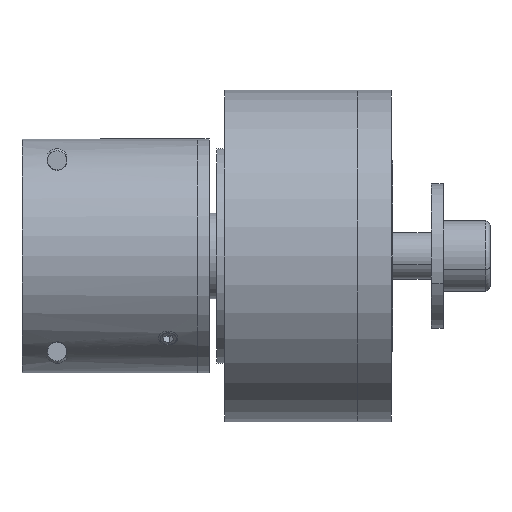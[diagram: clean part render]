
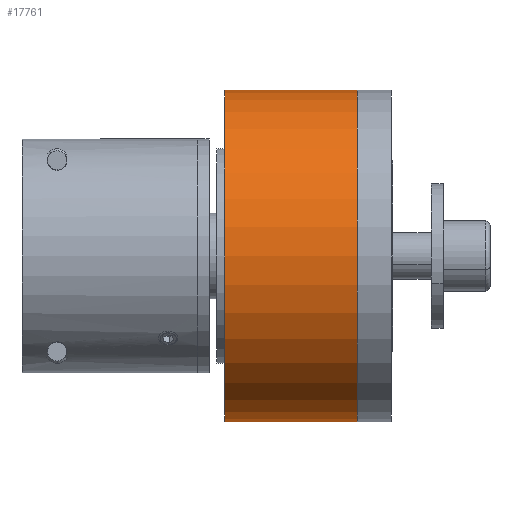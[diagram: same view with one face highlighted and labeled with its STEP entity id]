
A CAD part, front view. The second image highlights one B-rep face of the part: STEP entity #17761.
In plain terms, the highlighted cylindrical face has radius 42.5 mm (diameter 85 mm), a partial arc.
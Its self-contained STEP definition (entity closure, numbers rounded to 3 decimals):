
#64 = AXIS2_PLACEMENT_3D ( 'NONE', #5589, #8553, #1037 ) ;
#532 = DIRECTION ( 'NONE',  ( -1., 0., 0. ) ) ;
#674 = EDGE_CURVE ( 'NONE', #12052, #4459, #8314, .T. ) ;
#1037 = DIRECTION ( 'NONE',  ( 0., 0., 1. ) ) ;
#1445 = CIRCLE ( 'NONE', #64, 42.5 ) ;
#1447 = CARTESIAN_POINT ( 'NONE',  ( -39.259, 0., -42.5 ) ) ;
#2336 = ORIENTED_EDGE ( 'NONE', *, *, #13893, .F. ) ;
#2344 = CARTESIAN_POINT ( 'NONE',  ( 36.8, 0., 42.5 ) ) ;
#4394 = VECTOR ( 'NONE', #13734, 1000. ) ;
#4459 = VERTEX_POINT ( 'NONE', #2344 ) ;
#4658 = ORIENTED_EDGE ( 'NONE', *, *, #15348, .F. ) ;
#4772 = DIRECTION ( 'NONE',  ( -1., 0., 0. ) ) ;
#4879 = LINE ( 'NONE', #1447, #4394 ) ;
#5589 = CARTESIAN_POINT ( 'NONE',  ( 2.8, 0., 0. ) ) ;
#6271 = CARTESIAN_POINT ( 'NONE',  ( 36.8, 0., 0. ) ) ;
#6408 = CARTESIAN_POINT ( 'NONE',  ( -39.259, 0., 42.5 ) ) ;
#6479 = CYLINDRICAL_SURFACE ( 'NONE', #17766, 42.5 ) ;
#6508 = CARTESIAN_POINT ( 'NONE',  ( -39.259, 0., 0. ) ) ;
#7900 = CARTESIAN_POINT ( 'NONE',  ( 2.8, 0., 42.5 ) ) ;
#7901 = EDGE_CURVE ( 'NONE', #4459, #11270, #14013, .T. ) ;
#8314 = CIRCLE ( 'NONE', #9960, 42.5 ) ;
#8553 = DIRECTION ( 'NONE',  ( -1., 0., 0. ) ) ;
#9487 = VERTEX_POINT ( 'NONE', #14617 ) ;
#9960 = AXIS2_PLACEMENT_3D ( 'NONE', #6271, #17240, #15412 ) ;
#10986 = ORIENTED_EDGE ( 'NONE', *, *, #7901, .T. ) ;
#11270 = VERTEX_POINT ( 'NONE', #7900 ) ;
#12052 = VERTEX_POINT ( 'NONE', #18499 ) ;
#13547 = VECTOR ( 'NONE', #532, 1000. ) ;
#13734 = DIRECTION ( 'NONE',  ( -1., 0., 0. ) ) ;
#13893 = EDGE_CURVE ( 'NONE', #9487, #11270, #1445, .T. ) ;
#14013 = LINE ( 'NONE', #6408, #13547 ) ;
#14240 = DIRECTION ( 'NONE',  ( 0., 0., 1. ) ) ;
#14617 = CARTESIAN_POINT ( 'NONE',  ( 2.8, 0., -42.5 ) ) ;
#15348 = EDGE_CURVE ( 'NONE', #12052, #9487, #4879, .T. ) ;
#15412 = DIRECTION ( 'NONE',  ( 0., 0., 1. ) ) ;
#17240 = DIRECTION ( 'NONE',  ( -1., 0., 0. ) ) ;
#17761 = ADVANCED_FACE ( 'NONE', ( #19550 ), #6479, .T. ) ;
#17766 = AXIS2_PLACEMENT_3D ( 'NONE', #6508, #4772, #14240 ) ;
#18362 = ORIENTED_EDGE ( 'NONE', *, *, #674, .T. ) ;
#18499 = CARTESIAN_POINT ( 'NONE',  ( 36.8, 0., -42.5 ) ) ;
#19550 = FACE_OUTER_BOUND ( 'NONE', #19569, .T. ) ;
#19569 = EDGE_LOOP ( 'NONE', ( #4658, #18362, #10986, #2336 ) ) ;
